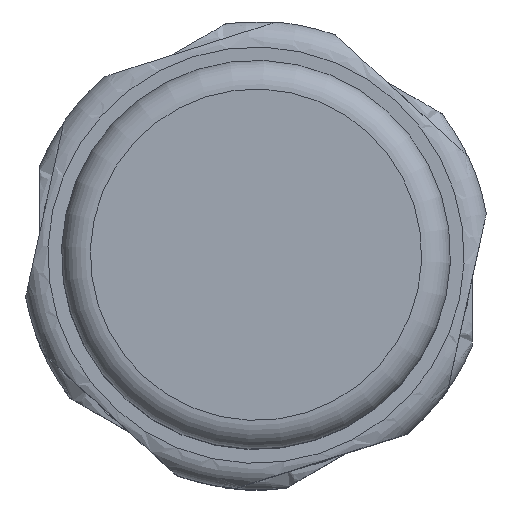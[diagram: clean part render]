
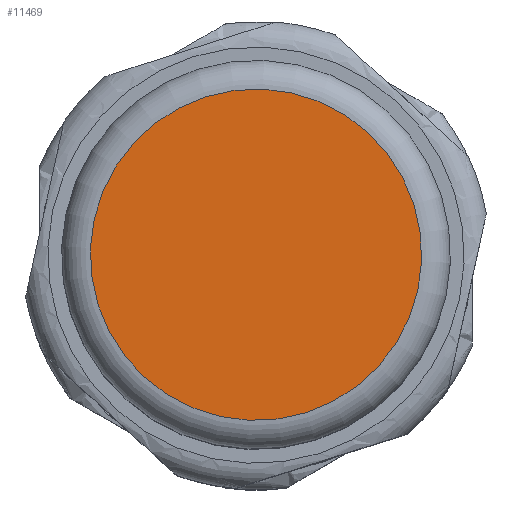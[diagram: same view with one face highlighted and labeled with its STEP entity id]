
A CAD part, top view. The second image highlights one B-rep face of the part: STEP entity #11469.
In plain terms, the highlighted planar face has unit normal (0, 0, 1).
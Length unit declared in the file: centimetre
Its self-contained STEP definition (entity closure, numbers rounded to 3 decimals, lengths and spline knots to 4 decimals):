
#818=PLANE('',#12392);
#1374=FACE_OUTER_BOUND('',#2011,.T.);
#2011=EDGE_LOOP('',(#8764,#8765));
#3959=CIRCLE('',#12385,1.15);
#3963=CIRCLE('',#12389,1.15);
#4793=VERTEX_POINT('',#19028);
#4794=VERTEX_POINT('',#19029);
#6205=EDGE_CURVE('',#4793,#4794,#3959,.T.);
#6209=EDGE_CURVE('',#4794,#4793,#3963,.T.);
#8764=ORIENTED_EDGE('',*,*,#6205,.F.);
#8765=ORIENTED_EDGE('',*,*,#6209,.F.);
#11469=ADVANCED_FACE('',(#1374),#818,.F.);
#12385=AXIS2_PLACEMENT_3D('',#19030,#14451,#14452);
#12389=AXIS2_PLACEMENT_3D('',#19036,#14459,#14460);
#12392=AXIS2_PLACEMENT_3D('',#19041,#14466,#14467);
#14451=DIRECTION('center_axis',(0.,0.,
-1.));
#14452=DIRECTION('ref_axis',(0.303,-0.953,0.));
#14459=DIRECTION('center_axis',(0.,0.,
-1.));
#14460=DIRECTION('ref_axis',(0.303,-0.953,0.));
#14466=DIRECTION('center_axis',(0.,0.,
-1.));
#14467=DIRECTION('ref_axis',(0.303,-0.953,0.));
#19028=CARTESIAN_POINT('',(-0.3484,1.0959,7.035));
#19029=CARTESIAN_POINT('',(0.3484,-1.0959,7.035));
#19030=CARTESIAN_POINT('Origin',(0.,0.,
7.035));
#19036=CARTESIAN_POINT('Origin',(0.,0.,
7.035));
#19041=CARTESIAN_POINT('Origin',(0.,0.,
7.035));
